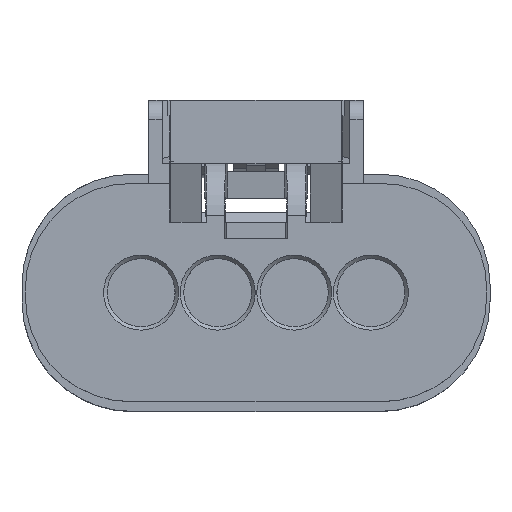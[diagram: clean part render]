
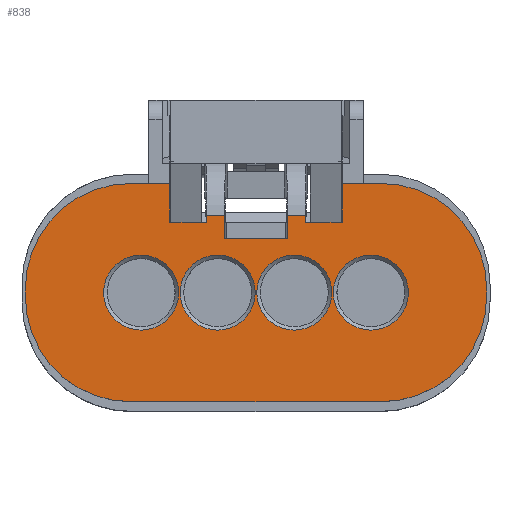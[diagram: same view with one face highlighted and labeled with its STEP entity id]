
A CAD part, top view. The second image highlights one B-rep face of the part: STEP entity #838.
In plain terms, the highlighted planar face has unit normal (0, 0, 1).
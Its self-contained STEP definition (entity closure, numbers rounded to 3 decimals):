
#838=ADVANCED_FACE('',(#1447,#1448,#1449,#1450,#1451),#1232,.T.);
#1232=PLANE('',#9101);
#1447=FACE_BOUND('',#1677,.T.);
#1448=FACE_BOUND('',#1678,.T.);
#1449=FACE_BOUND('',#1679,.T.);
#1450=FACE_BOUND('',#1680,.T.);
#1451=FACE_BOUND('',#1681,.T.);
#1677=EDGE_LOOP('',(#5182));
#1678=EDGE_LOOP('',(#5183));
#1679=EDGE_LOOP('',(#5184));
#1680=EDGE_LOOP('',(#5185));
#1681=EDGE_LOOP('',(#5186,#5187,#5188,#5189,#5190,#5191,#5192,#5193,#5194,
#5195,#5196,#5197,#5198,#5199,#5200,#5201,#5202,#5203,#5204,#5205));
#2369=LINE('',#13248,#3425);
#2374=LINE('',#13259,#3430);
#2379=LINE('',#13273,#3435);
#2381=LINE('',#13281,#3437);
#2387=LINE('',#13297,#3443);
#2450=LINE('',#13456,#3506);
#2452=LINE('',#13459,#3508);
#2497=LINE('',#14202,#3553);
#2506=LINE('',#14234,#3562);
#2507=LINE('',#14236,#3563);
#2508=LINE('',#14238,#3564);
#2509=LINE('',#14240,#3565);
#2510=LINE('',#14241,#3566);
#2511=LINE('',#14243,#3567);
#2512=LINE('',#14245,#3568);
#2513=LINE('',#14247,#3569);
#3425=VECTOR('',#10243,1.);
#3430=VECTOR('',#10250,1.);
#3435=VECTOR('',#10263,1.);
#3437=VECTOR('',#10273,1.);
#3443=VECTOR('',#10287,1.);
#3506=VECTOR('',#10430,1.);
#3508=VECTOR('',#10434,1.);
#3553=VECTOR('',#10519,1.);
#3562=VECTOR('',#10546,1.);
#3563=VECTOR('',#10547,1.);
#3564=VECTOR('',#10548,1.);
#3565=VECTOR('',#10549,1.);
#3566=VECTOR('',#10550,1.);
#3567=VECTOR('',#10551,1.);
#3568=VECTOR('',#10552,1.);
#3569=VECTOR('',#10553,1.);
#5182=ORIENTED_EDGE('',*,*,#8114,.T.);
#5183=ORIENTED_EDGE('',*,*,#8115,.T.);
#5184=ORIENTED_EDGE('',*,*,#8116,.T.);
#5185=ORIENTED_EDGE('',*,*,#8117,.T.);
#5186=ORIENTED_EDGE('',*,*,#7974,.F.);
#5187=ORIENTED_EDGE('',*,*,#7972,.T.);
#5188=ORIENTED_EDGE('',*,*,#7968,.T.);
#5189=ORIENTED_EDGE('',*,*,#7964,.T.);
#5190=ORIENTED_EDGE('',*,*,#7961,.T.);
#5191=ORIENTED_EDGE('',*,*,#7960,.T.);
#5192=ORIENTED_EDGE('',*,*,#7955,.T.);
#5193=ORIENTED_EDGE('',*,*,#7953,.T.);
#5194=ORIENTED_EDGE('',*,*,#8050,.F.);
#5195=ORIENTED_EDGE('',*,*,#8118,.F.);
#5196=ORIENTED_EDGE('',*,*,#8119,.T.);
#5197=ORIENTED_EDGE('',*,*,#8120,.T.);
#5198=ORIENTED_EDGE('',*,*,#8121,.F.);
#5199=ORIENTED_EDGE('',*,*,#8103,.F.);
#5200=ORIENTED_EDGE('',*,*,#8122,.T.);
#5201=ORIENTED_EDGE('',*,*,#8123,.F.);
#5202=ORIENTED_EDGE('',*,*,#8124,.F.);
#5203=ORIENTED_EDGE('',*,*,#8125,.F.);
#5204=ORIENTED_EDGE('',*,*,#8052,.F.);
#5205=ORIENTED_EDGE('',*,*,#7948,.T.);
#6979=VERTEX_POINT('',#13247);
#6980=VERTEX_POINT('',#13249);
#6984=VERTEX_POINT('',#13258);
#6985=VERTEX_POINT('',#13260);
#6986=VERTEX_POINT('',#13264);
#6988=VERTEX_POINT('',#13270);
#6990=VERTEX_POINT('',#13276);
#6992=VERTEX_POINT('',#13282);
#6995=VERTEX_POINT('',#13290);
#6997=VERTEX_POINT('',#13295);
#7052=VERTEX_POINT('',#13454);
#7054=VERTEX_POINT('',#13460);
#7082=VERTEX_POINT('',#14203);
#7083=VERTEX_POINT('',#14204);
#7092=VERTEX_POINT('',#14227);
#7093=VERTEX_POINT('',#14229);
#7094=VERTEX_POINT('',#14231);
#7095=VERTEX_POINT('',#14233);
#7096=VERTEX_POINT('',#14235);
#7097=VERTEX_POINT('',#14237);
#7098=VERTEX_POINT('',#14239);
#7099=VERTEX_POINT('',#14242);
#7100=VERTEX_POINT('',#14244);
#7101=VERTEX_POINT('',#14246);
#7948=EDGE_CURVE('',#6980,#6979,#2369,.T.);
#7953=EDGE_CURVE('',#6985,#6984,#2374,.T.);
#7955=EDGE_CURVE('',#6986,#6985,#8748,.T.);
#7960=EDGE_CURVE('',#6988,#6986,#2379,.T.);
#7961=EDGE_CURVE('',#6990,#6988,#8750,.T.);
#7964=EDGE_CURVE('',#6992,#6990,#2381,.T.);
#7968=EDGE_CURVE('',#6995,#6992,#8753,.T.);
#7972=EDGE_CURVE('',#6997,#6995,#2387,.T.);
#7974=EDGE_CURVE('',#6997,#6979,#8755,.T.);
#8050=EDGE_CURVE('',#7052,#6984,#2450,.T.);
#8052=EDGE_CURVE('',#6980,#7054,#2452,.T.);
#8103=EDGE_CURVE('',#7082,#7083,#2497,.T.);
#8114=EDGE_CURVE('',#7092,#7092,#8770,.T.);
#8115=EDGE_CURVE('',#7093,#7093,#8771,.T.);
#8116=EDGE_CURVE('',#7094,#7094,#8772,.T.);
#8117=EDGE_CURVE('',#7095,#7095,#8773,.T.);
#8118=EDGE_CURVE('',#7096,#7052,#2506,.T.);
#8119=EDGE_CURVE('',#7096,#7097,#2507,.T.);
#8120=EDGE_CURVE('',#7097,#7098,#2508,.T.);
#8121=EDGE_CURVE('',#7083,#7098,#2509,.T.);
#8122=EDGE_CURVE('',#7082,#7099,#2510,.T.);
#8123=EDGE_CURVE('',#7100,#7099,#2511,.T.);
#8124=EDGE_CURVE('',#7101,#7100,#2512,.T.);
#8125=EDGE_CURVE('',#7054,#7101,#2513,.T.);
#8748=CIRCLE('',#9020,5.5);
#8750=CIRCLE('',#9024,5.5);
#8753=CIRCLE('',#9029,5.5);
#8755=CIRCLE('',#9033,5.5);
#8770=CIRCLE('',#9097,1.961);
#8771=CIRCLE('',#9098,1.961);
#8772=CIRCLE('',#9099,1.961);
#8773=CIRCLE('',#9100,1.961);
#9020=AXIS2_PLACEMENT_3D('',#13263,#10254,#10255);
#9024=AXIS2_PLACEMENT_3D('',#13275,#10266,#10267);
#9029=AXIS2_PLACEMENT_3D('',#13289,#10280,#10281);
#9033=AXIS2_PLACEMENT_3D('',#13300,#10292,#10293);
#9097=AXIS2_PLACEMENT_3D('',#14226,#10538,#10539);
#9098=AXIS2_PLACEMENT_3D('',#14228,#10540,#10541);
#9099=AXIS2_PLACEMENT_3D('',#14230,#10542,#10543);
#9100=AXIS2_PLACEMENT_3D('',#14232,#10544,#10545);
#9101=AXIS2_PLACEMENT_3D('',#14248,#10554,#10555);
#10243=DIRECTION('',(-1.,0.,0.));
#10250=DIRECTION('',(-1.,0.,0.));
#10254=DIRECTION('',(0.,0.,1.));
#10255=DIRECTION('',(1.,0.,0.));
#10263=DIRECTION('',(0.,1.,0.));
#10266=DIRECTION('',(0.,0.,1.));
#10267=DIRECTION('',(1.,0.,0.));
#10273=DIRECTION('',(1.,0.,0.));
#10280=DIRECTION('',(0.,0.,1.));
#10281=DIRECTION('',(1.,0.,0.));
#10287=DIRECTION('',(0.,-1.,0.));
#10292=DIRECTION('',(0.,0.,-1.));
#10293=DIRECTION('',(1.,0.,0.));
#10430=DIRECTION('',(0.,1.,0.));
#10434=DIRECTION('',(0.,-1.,0.));
#10519=DIRECTION('',(1.,0.,0.));
#10538=DIRECTION('',(0.,0.,-1.));
#10539=DIRECTION('',(1.,0.,0.));
#10540=DIRECTION('',(0.,0.,-1.));
#10541=DIRECTION('',(1.,0.,0.));
#10542=DIRECTION('',(0.,0.,-1.));
#10543=DIRECTION('',(1.,0.,0.));
#10544=DIRECTION('',(0.,0.,-1.));
#10545=DIRECTION('',(1.,0.,0.));
#10546=DIRECTION('',(1.,0.,0.));
#10547=DIRECTION('',(0.,1.,0.));
#10548=DIRECTION('',(-1.,0.,0.));
#10549=DIRECTION('',(0.,1.,0.));
#10550=DIRECTION('',(0.,1.,0.));
#10551=DIRECTION('',(1.,0.,0.));
#10552=DIRECTION('',(0.,1.,0.));
#10553=DIRECTION('',(1.,0.,0.));
#10554=DIRECTION('',(0.,0.,1.));
#10555=DIRECTION('',(-1.,0.,0.));
#13247=CARTESIAN_POINT('',(-6.55,5.7,25.4));
#13248=CARTESIAN_POINT('',(-3.435,5.7,25.4));
#13249=CARTESIAN_POINT('',(-4.5,5.7,25.4));
#13258=CARTESIAN_POINT('',(4.5,5.7,25.4));
#13259=CARTESIAN_POINT('',(-1.4,5.7,25.4));
#13260=CARTESIAN_POINT('',(6.55,5.7,25.4));
#13263=CARTESIAN_POINT('',(6.55,0.2,25.4));
#13264=CARTESIAN_POINT('',(12.05,0.2,25.4));
#13270=CARTESIAN_POINT('',(12.05,-0.2,25.4));
#13273=CARTESIAN_POINT('',(12.05,-1.7,25.4));
#13275=CARTESIAN_POINT('',(6.55,-0.2,25.4));
#13276=CARTESIAN_POINT('',(6.55,-5.7,25.4));
#13281=CARTESIAN_POINT('',(-3.435,-5.7,25.4));
#13282=CARTESIAN_POINT('',(-6.55,-5.7,25.4));
#13289=CARTESIAN_POINT('',(-6.55,-0.2,25.4));
#13290=CARTESIAN_POINT('',(-12.05,-0.2,25.4));
#13295=CARTESIAN_POINT('',(-12.05,0.2,25.4));
#13297=CARTESIAN_POINT('',(-12.05,0.6,25.4));
#13300=CARTESIAN_POINT('',(-6.55,0.2,25.4));
#13454=CARTESIAN_POINT('',(4.5,3.675,25.4));
#13456=CARTESIAN_POINT('',(4.5,0.,25.4));
#13459=CARTESIAN_POINT('',(-4.5,0.,25.4));
#13460=CARTESIAN_POINT('',(-4.5,3.675,25.4));
#14202=CARTESIAN_POINT('',(-4.,2.825,25.4));
#14203=CARTESIAN_POINT('',(-1.626,2.825,25.4));
#14204=CARTESIAN_POINT('',(1.626,2.825,25.4));
#14226=CARTESIAN_POINT('',(6.,0.,25.4));
#14227=CARTESIAN_POINT('',(7.961,0.,25.4));
#14228=CARTESIAN_POINT('',(2.,0.,25.4));
#14229=CARTESIAN_POINT('',(3.961,0.,25.4));
#14230=CARTESIAN_POINT('',(-2.,0.,25.4));
#14231=CARTESIAN_POINT('',(-0.039,0.,25.4));
#14232=CARTESIAN_POINT('',(-6.,0.,25.4));
#14233=CARTESIAN_POINT('',(-4.039,0.,25.4));
#14234=CARTESIAN_POINT('',(-4.,3.675,25.4));
#14235=CARTESIAN_POINT('',(2.596,3.675,25.4));
#14236=CARTESIAN_POINT('',(2.596,3.6,25.4));
#14237=CARTESIAN_POINT('',(2.596,4.05,25.4));
#14238=CARTESIAN_POINT('',(-3.,4.05,25.4));
#14239=CARTESIAN_POINT('',(1.626,4.05,25.4));
#14240=CARTESIAN_POINT('',(1.626,0.,25.4));
#14241=CARTESIAN_POINT('',(-1.626,3.575,25.4));
#14242=CARTESIAN_POINT('',(-1.626,4.05,25.4));
#14243=CARTESIAN_POINT('',(-3.,4.05,25.4));
#14244=CARTESIAN_POINT('',(-2.596,4.05,25.4));
#14245=CARTESIAN_POINT('',(-2.596,0.,25.4));
#14246=CARTESIAN_POINT('',(-2.596,3.675,25.4));
#14247=CARTESIAN_POINT('',(-0.035,3.675,25.4));
#14248=CARTESIAN_POINT('',(-0.035,0.,25.4));
